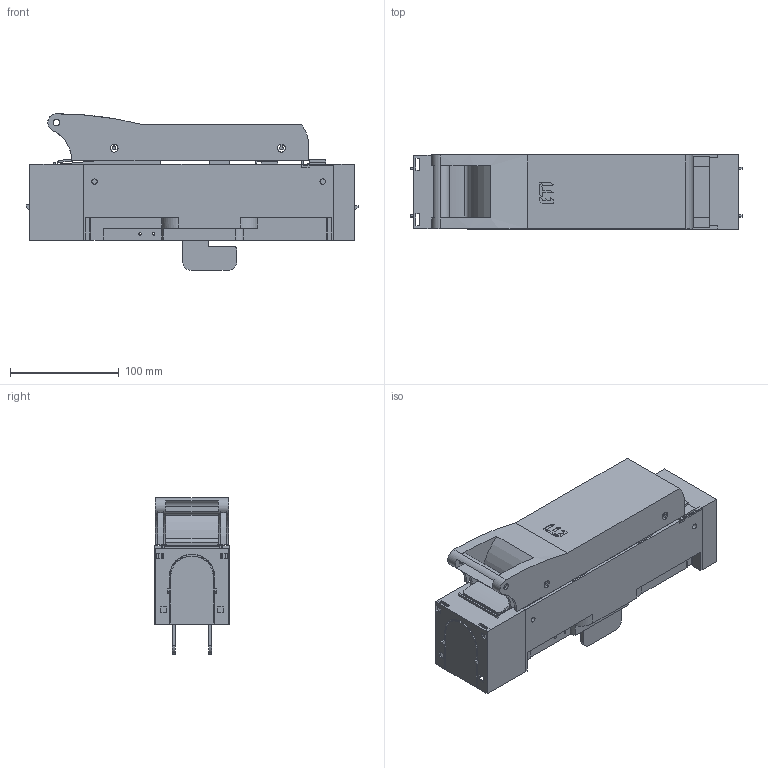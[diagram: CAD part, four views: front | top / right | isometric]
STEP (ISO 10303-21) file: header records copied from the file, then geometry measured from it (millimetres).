
FILE_DESCRIPTION((''),'2;1');
FILE_NAME('KVL-B-1_1P_M10_ASM','2021-04-16T',('marketing.praksa'),('Audax d.o.o.'),'CREO PARAMETRIC BY PTC INC, 2017480','CREO PARAMETRIC BY PTC INC, 2017480','');
FILE_SCHEMA(('AUTOMOTIVE_DESIGN { 1 0 10303 214 1 1 1 1 }'));
Length unit declared in the file: millimetre
Products named in the file (16): 158226_KLEMMBUEGEL_1; 60185_L_SETZMUTTER_M12_1; 60571_SOND-GWD-STIFT-DIN915-M12; 61208_L_SCHEIBE_1; 802977_L_KLEMMBUEGEL_SK123-T_L__ASM; 158634_L_ANSCHLUSSLASCHE_GR1_1; 158638_01_L_ANSCHLUSSSCHIENE_SK; 34221_L01_SCHUTZABDECKUNG_OBEN_; 158633_L_NH-KONTAKT_GR_1_1; 34222_L_SCHUTZABDECKUNG_UNTEN_G; 66903_SPANNSCHEIBE_DIN6796_-10_; 34220_01_L_GEHAEUSE_GR_1_KETO-1; PRT8780; PRT0129; 65746_SECHSKANTSCHRAUBE_M10X25_; KVL-B-1_1P_M10_ASM
Assembly tree (16 placements, depth 3):
  KVL-B-1_1P_M10_ASM
    802977_L_KLEMMBUEGEL_SK123-T_L__ASM
      158226_KLEMMBUEGEL_1
      60185_L_SETZMUTTER_M12_1
      60571_SOND-GWD-STIFT-DIN915-M12
      61208_L_SCHEIBE_1
    158634_L_ANSCHLUSSLASCHE_GR1_1
    158638_01_L_ANSCHLUSSSCHIENE_SK
    34221_L01_SCHUTZABDECKUNG_OBEN_
    158633_L_NH-KONTAKT_GR_1_1  x2
    34222_L_SCHUTZABDECKUNG_UNTEN_G
    66903_SPANNSCHEIBE_DIN6796_-10_
    34220_01_L_GEHAEUSE_GR_1_KETO-1
    PRT8780
    PRT0129
    65746_SECHSKANTSCHRAUBE_M10X25_
Bounding box: 305.55 x 68.5 x 143.89 mm (x, y, z)
Volume: 815624.8 mm3; surface area: 334238 mm2
Topology: 17 solids, 17 shells, 1047 faces, 3113 edges, 2067 vertices
Faces by surface type: plane 747, cylinder 262, cone 36, torus 2
Entity records: 51725 total; most frequent: CARTESIAN_POINT 6413, ORIENTED_EDGE 6038, DIRECTION 5650, PRESENTATION_STYLE_ASSIGNMENT 4048, STYLED_ITEM 4048, CURVE_STYLE 3019, EDGE_CURVE 3019, VECTOR 2374
